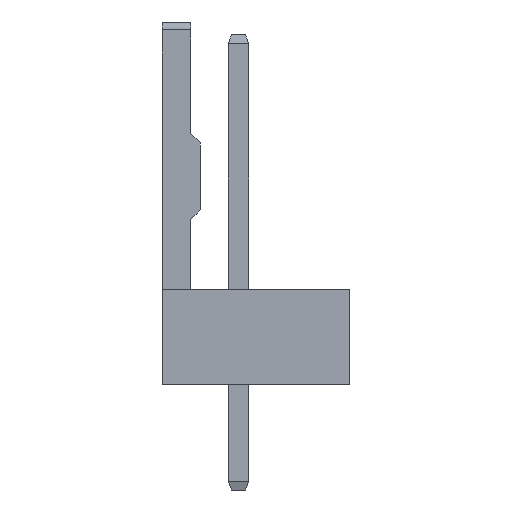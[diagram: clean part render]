
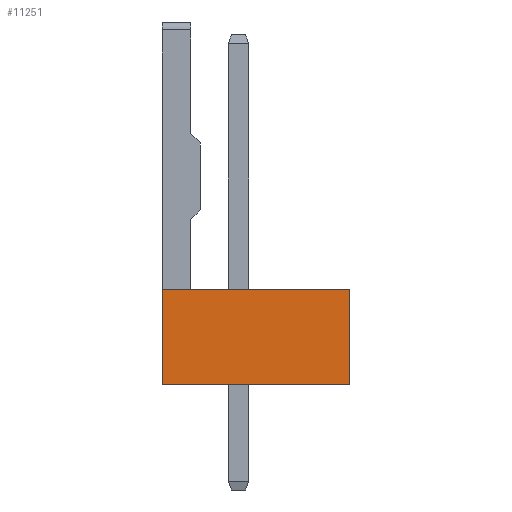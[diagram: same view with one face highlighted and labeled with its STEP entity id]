
A CAD part, left-side view. The second image highlights one B-rep face of the part: STEP entity #11251.
In plain terms, the highlighted planar face has unit normal (-1, 0, 0).
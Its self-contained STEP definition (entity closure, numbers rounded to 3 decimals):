
#1372 = CARTESIAN_POINT ( 'NONE',  ( -1.27, 2.4, 3. ) ) ;
#1401 = ORIENTED_EDGE ( 'NONE', *, *, #3630, .T. ) ;
#1417 = DIRECTION ( 'NONE',  ( 0., 0., 1. ) ) ;
#1621 = VECTOR ( 'NONE', #9700, 1000. ) ;
#1652 = EDGE_CURVE ( 'NONE', #3141, #9635, #4607, .T. ) ;
#1897 = CARTESIAN_POINT ( 'NONE',  ( -1.27, 2.4, 0. ) ) ;
#1948 = LINE ( 'NONE', #1372, #1621 ) ;
#2819 = VECTOR ( 'NONE', #3996, 1000. ) ;
#3141 = VERTEX_POINT ( 'NONE', #10739 ) ;
#3525 = LINE ( 'NONE', #5839, #4010 ) ;
#3630 = EDGE_CURVE ( 'NONE', #13321, #4516, #3525, .T. ) ;
#3996 = DIRECTION ( 'NONE',  ( 0., 0., 1. ) ) ;
#4010 = VECTOR ( 'NONE', #6967, 1000. ) ;
#4287 = EDGE_LOOP ( 'NONE', ( #7135, #5906, #11818, #1401 ) ) ;
#4516 = VERTEX_POINT ( 'NONE', #5252 ) ;
#4607 = LINE ( 'NONE', #1897, #2819 ) ;
#4861 = DIRECTION ( 'NONE',  ( 0., -1., 0. ) ) ;
#5252 = CARTESIAN_POINT ( 'NONE',  ( -1.27, -3.5, 3. ) ) ;
#5839 = CARTESIAN_POINT ( 'NONE',  ( -1.27, -3.5, 0. ) ) ;
#5906 = ORIENTED_EDGE ( 'NONE', *, *, #1652, .F. ) ;
#6967 = DIRECTION ( 'NONE',  ( 0., 0., 1. ) ) ;
#7135 = ORIENTED_EDGE ( 'NONE', *, *, #11198, .T. ) ;
#7480 = VECTOR ( 'NONE', #4861, 1000. ) ;
#7736 = EDGE_CURVE ( 'NONE', #3141, #13321, #11086, .T. ) ;
#7967 = CARTESIAN_POINT ( 'NONE',  ( -1.27, 2.4, 0. ) ) ;
#9635 = VERTEX_POINT ( 'NONE', #11736 ) ;
#9700 = DIRECTION ( 'NONE',  ( 0., 1., 0. ) ) ;
#9835 = PLANE ( 'NONE',  #13174 ) ;
#10097 = FACE_OUTER_BOUND ( 'NONE', #4287, .T. ) ;
#10739 = CARTESIAN_POINT ( 'NONE',  ( -1.27, 2.4, 0. ) ) ;
#11086 = LINE ( 'NONE', #7967, #7480 ) ;
#11198 = EDGE_CURVE ( 'NONE', #4516, #9635, #1948, .T. ) ;
#11251 = ADVANCED_FACE ( 'NONE', ( #10097 ), #9835, .T. ) ;
#11736 = CARTESIAN_POINT ( 'NONE',  ( -1.27, 2.4, 3. ) ) ;
#11762 = DIRECTION ( 'NONE',  ( -1., 0., 0. ) ) ;
#11818 = ORIENTED_EDGE ( 'NONE', *, *, #7736, .T. ) ;
#12762 = CARTESIAN_POINT ( 'NONE',  ( -1.27, 2.4, 0. ) ) ;
#13022 = CARTESIAN_POINT ( 'NONE',  ( -1.27, -3.5, 0. ) ) ;
#13174 = AXIS2_PLACEMENT_3D ( 'NONE', #12762, #11762, #1417 ) ;
#13321 = VERTEX_POINT ( 'NONE', #13022 ) ;
